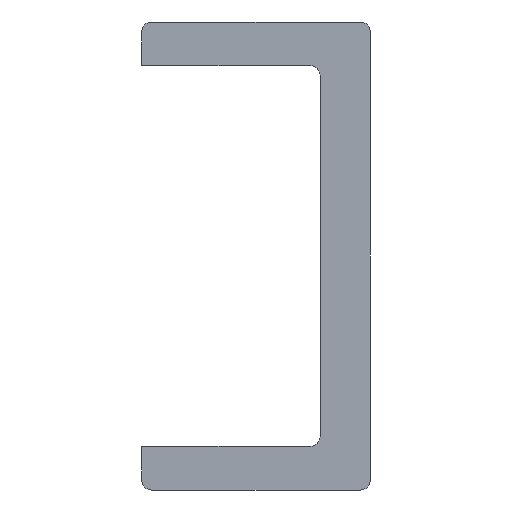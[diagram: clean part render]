
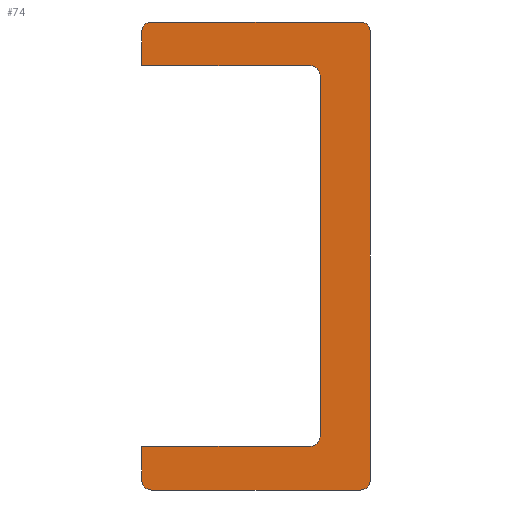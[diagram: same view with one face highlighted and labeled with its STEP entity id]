
A CAD part, front view. The second image highlights one B-rep face of the part: STEP entity #74.
In plain terms, the highlighted planar face has unit normal (0, -1, 0).
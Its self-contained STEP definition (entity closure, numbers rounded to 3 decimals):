
#74 = ADVANCED_FACE( '', ( #171 ), #172, .F. );
#171 = FACE_OUTER_BOUND( '', #316, .T. );
#172 = PLANE( '', #317 );
#316 = EDGE_LOOP( '', ( #483, #484, #485, #486, #487, #488, #489, #490, #491, #492, #493, #494, #495, #496 ) );
#317 = AXIS2_PLACEMENT_3D( '', #497, #498, #499 );
#483 = ORIENTED_EDGE( '', *, *, #732, .F. );
#484 = ORIENTED_EDGE( '', *, *, #733, .T. );
#485 = ORIENTED_EDGE( '', *, *, #701, .F. );
#486 = ORIENTED_EDGE( '', *, *, #734, .T. );
#487 = ORIENTED_EDGE( '', *, *, #714, .F. );
#488 = ORIENTED_EDGE( '', *, *, #709, .F. );
#489 = ORIENTED_EDGE( '', *, *, #735, .F. );
#490 = ORIENTED_EDGE( '', *, *, #736, .F. );
#491 = ORIENTED_EDGE( '', *, *, #737, .F. );
#492 = ORIENTED_EDGE( '', *, *, #738, .F. );
#493 = ORIENTED_EDGE( '', *, *, #739, .F. );
#494 = ORIENTED_EDGE( '', *, *, #740, .T. );
#495 = ORIENTED_EDGE( '', *, *, #741, .F. );
#496 = ORIENTED_EDGE( '', *, *, #723, .T. );
#497 = CARTESIAN_POINT( '', ( -10.5, 0., 21.5 ) );
#498 = DIRECTION( '', ( 0., 1., 0. ) );
#499 = DIRECTION( '', ( 0., 0., 1. ) );
#701 = EDGE_CURVE( '', #804, #805, #806, .T. );
#709 = EDGE_CURVE( '', #818, #819, #820, .T. );
#714 = EDGE_CURVE( '', #819, #827, #828, .T. );
#723 = EDGE_CURVE( '', #843, #841, #844, .F. );
#732 = EDGE_CURVE( '', #857, #841, #858, .T. );
#733 = EDGE_CURVE( '', #857, #805, #859, .F. );
#734 = EDGE_CURVE( '', #804, #827, #860, .F. );
#735 = EDGE_CURVE( '', #861, #818, #862, .T. );
#736 = EDGE_CURVE( '', #863, #861, #864, .T. );
#737 = EDGE_CURVE( '', #865, #863, #866, .T. );
#738 = EDGE_CURVE( '', #867, #865, #868, .T. );
#739 = EDGE_CURVE( '', #869, #867, #870, .T. );
#740 = EDGE_CURVE( '', #869, #871, #872, .F. );
#741 = EDGE_CURVE( '', #843, #871, #873, .T. );
#804 = VERTEX_POINT( '', #962 );
#805 = VERTEX_POINT( '', #963 );
#806 = LINE( '', #964, #965 );
#818 = VERTEX_POINT( '', #980 );
#819 = VERTEX_POINT( '', #981 );
#820 = LINE( '', #982, #983 );
#827 = VERTEX_POINT( '', #993 );
#828 = LINE( '', #994, #995 );
#841 = VERTEX_POINT( '', #1010 );
#843 = VERTEX_POINT( '', #1013 );
#844 = CIRCLE( '', #1014, 0.9 );
#857 = VERTEX_POINT( '', #1028 );
#858 = LINE( '', #1029, #1030 );
#859 = CIRCLE( '', #1031, 0.9 );
#860 = CIRCLE( '', #1032, 0.9 );
#861 = VERTEX_POINT( '', #1033 );
#862 = CIRCLE( '', #1034, 1. );
#863 = VERTEX_POINT( '', #1035 );
#864 = LINE( '', #1036, #1037 );
#865 = VERTEX_POINT( '', #1038 );
#866 = CIRCLE( '', #1039, 1. );
#867 = VERTEX_POINT( '', #1040 );
#868 = LINE( '', #1041, #1042 );
#869 = VERTEX_POINT( '', #1043 );
#870 = LINE( '', #1044, #1045 );
#871 = VERTEX_POINT( '', #1046 );
#872 = CIRCLE( '', #1047, 0.9 );
#873 = LINE( '', #1048, #1049 );
#962 = CARTESIAN_POINT( '', ( -9.6, 0., 21.5 ) );
#963 = CARTESIAN_POINT( '', ( 9.6, 0., 21.5 ) );
#964 = CARTESIAN_POINT( '', ( -10.5, 0., 21.5 ) );
#965 = VECTOR( '', #1149, 1000. );
#980 = CARTESIAN_POINT( '', ( 4.9, 0., 17.5 ) );
#981 = CARTESIAN_POINT( '', ( -10.5, 0., 17.5 ) );
#982 = CARTESIAN_POINT( '', ( 4.9, 0., 17.5 ) );
#983 = VECTOR( '', #1159, 1000. );
#993 = CARTESIAN_POINT( '', ( -10.5, 0., 20.6 ) );
#994 = CARTESIAN_POINT( '', ( -10.5, 0., -21.5 ) );
#995 = VECTOR( '', #1163, 1000. );
#1010 = CARTESIAN_POINT( '', ( 10.5, 0., -20.6 ) );
#1013 = CARTESIAN_POINT( '', ( 9.6, 0., -21.5 ) );
#1014 = AXIS2_PLACEMENT_3D( '', #1176, #1177, #1178 );
#1028 = CARTESIAN_POINT( '', ( 10.5, 0., 20.6 ) );
#1029 = CARTESIAN_POINT( '', ( 10.5, 0., 21.5 ) );
#1030 = VECTOR( '', #1192, 1000. );
#1031 = AXIS2_PLACEMENT_3D( '', #1193, #1194, #1195 );
#1032 = AXIS2_PLACEMENT_3D( '', #1196, #1197, #1198 );
#1033 = CARTESIAN_POINT( '', ( 5.9, 0., 16.5 ) );
#1034 = AXIS2_PLACEMENT_3D( '', #1199, #1200, #1201 );
#1035 = CARTESIAN_POINT( '', ( 5.9, 0., -16.5 ) );
#1036 = CARTESIAN_POINT( '', ( 5.9, 0., 16.5 ) );
#1037 = VECTOR( '', #1202, 1000. );
#1038 = CARTESIAN_POINT( '', ( 4.9, 0., -17.5 ) );
#1039 = AXIS2_PLACEMENT_3D( '', #1203, #1204, #1205 );
#1040 = CARTESIAN_POINT( '', ( -10.5, 0., -17.5 ) );
#1041 = CARTESIAN_POINT( '', ( 4.9, 0., -17.5 ) );
#1042 = VECTOR( '', #1206, 1000. );
#1043 = CARTESIAN_POINT( '', ( -10.5, 0., -20.6 ) );
#1044 = CARTESIAN_POINT( '', ( -10.5, 0., -21.5 ) );
#1045 = VECTOR( '', #1207, 1000. );
#1046 = CARTESIAN_POINT( '', ( -9.6, 0., -21.5 ) );
#1047 = AXIS2_PLACEMENT_3D( '', #1208, #1209, #1210 );
#1048 = CARTESIAN_POINT( '', ( 10.5, 0., -21.5 ) );
#1049 = VECTOR( '', #1211, 1000. );
#1149 = DIRECTION( '', ( 1., 0., 0. ) );
#1159 = DIRECTION( '', ( -1., 0., 0. ) );
#1163 = DIRECTION( '', ( 0., 0., 1. ) );
#1176 = CARTESIAN_POINT( '', ( 9.6, 0., -20.6 ) );
#1177 = DIRECTION( '', ( 0., 1., 0. ) );
#1178 = DIRECTION( '', ( 0., 0., 1. ) );
#1192 = DIRECTION( '', ( 0., 0., -1. ) );
#1193 = CARTESIAN_POINT( '', ( 9.6, 0., 20.6 ) );
#1194 = DIRECTION( '', ( 0., 1., 0. ) );
#1195 = DIRECTION( '', ( 0., 0., 1. ) );
#1196 = CARTESIAN_POINT( '', ( -9.6, 0., 20.6 ) );
#1197 = DIRECTION( '', ( 0., 1., 0. ) );
#1198 = DIRECTION( '', ( 0., 0., 1. ) );
#1199 = CARTESIAN_POINT( '', ( 4.9, 0., 16.5 ) );
#1200 = DIRECTION( '', ( 0., -1., 0. ) );
#1201 = DIRECTION( '', ( -1., 0., 0. ) );
#1202 = DIRECTION( '', ( 0., 0., 1. ) );
#1203 = CARTESIAN_POINT( '', ( 4.9, 0., -16.5 ) );
#1204 = DIRECTION( '', ( 0., -1., 0. ) );
#1205 = DIRECTION( '', ( -1., 0., 0. ) );
#1206 = DIRECTION( '', ( 1., 0., 0. ) );
#1207 = DIRECTION( '', ( 0., 0., 1. ) );
#1208 = CARTESIAN_POINT( '', ( -9.6, 0., -20.6 ) );
#1209 = DIRECTION( '', ( 0., 1., 0. ) );
#1210 = DIRECTION( '', ( 0., 0., 1. ) );
#1211 = DIRECTION( '', ( -1., 0., 0. ) );
